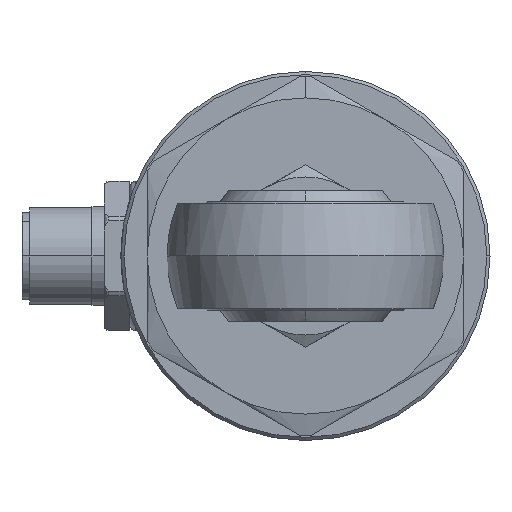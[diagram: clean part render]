
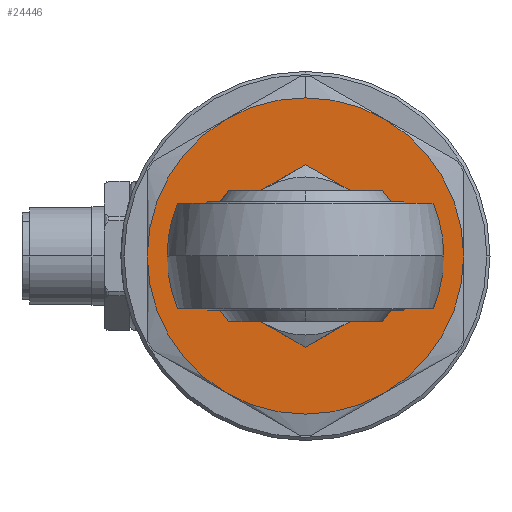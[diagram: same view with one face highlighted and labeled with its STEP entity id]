
A CAD part, left-side view. The second image highlights one B-rep face of the part: STEP entity #24446.
In plain terms, the highlighted planar face has unit normal (-1, 0, 0).
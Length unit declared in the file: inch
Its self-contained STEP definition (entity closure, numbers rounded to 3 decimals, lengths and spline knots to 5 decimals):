
#2174 = DIRECTION ( 'NONE',  ( 0., 0., 1. ) ) ;
#2264 = AXIS2_PLACEMENT_3D ( 'NONE', #4946, #19307, #19535 ) ;
#2481 = ORIENTED_EDGE ( 'NONE', *, *, #11622, .F. ) ;
#2857 = VERTEX_POINT ( 'NONE', #46065 ) ;
#3313 = DIRECTION ( 'NONE',  ( 1., 0., 0. ) ) ;
#4946 = CARTESIAN_POINT ( 'NONE',  ( -0.69, 0., 0. ) ) ;
#5130 = AXIS2_PLACEMENT_3D ( 'NONE', #28824, #29055, #35197 ) ;
#6466 = AXIS2_PLACEMENT_3D ( 'NONE', #25360, #6778, #10301 ) ;
#6778 = DIRECTION ( 'NONE',  ( 1., 0., 0. ) ) ;
#7694 = ORIENTED_EDGE ( 'NONE', *, *, #21283, .F. ) ;
#8130 = EDGE_CURVE ( 'NONE', #38635, #2857, #26193, .T. ) ;
#8696 = CARTESIAN_POINT ( 'NONE',  ( -0.69, 0., -0.25655 ) ) ;
#8874 = DIRECTION ( 'NONE',  ( 1., 0., 0. ) ) ;
#8944 = EDGE_CURVE ( 'NONE', #40434, #42291, #36730, .T. ) ;
#9001 = CARTESIAN_POINT ( 'NONE',  ( -0.69, 0., 0. ) ) ;
#9290 = CIRCLE ( 'NONE', #43119, 0.75 ) ;
#9388 = CARTESIAN_POINT ( 'NONE',  ( -0.69, -0.375, -0.64952 ) ) ;
#9830 = CARTESIAN_POINT ( 'NONE',  ( -0.69, 0., -0.75 ) ) ;
#10301 = DIRECTION ( 'NONE',  ( 0., 0., -1. ) ) ;
#10534 = DIRECTION ( 'NONE',  ( 1., 0., 0. ) ) ;
#10783 = CIRCLE ( 'NONE', #22814, 0.75 ) ;
#10845 = CARTESIAN_POINT ( 'NONE',  ( -0.69, 0.75, 0. ) ) ;
#11622 = EDGE_CURVE ( 'NONE', #25123, #40259, #17329, .T. ) ;
#12347 = DIRECTION ( 'NONE',  ( 0., 0., -1. ) ) ;
#13235 = DIRECTION ( 'NONE',  ( -1., 0., 0. ) ) ;
#13531 = VERTEX_POINT ( 'NONE', #43619 ) ;
#14463 = CARTESIAN_POINT ( 'NONE',  ( -0.69, 0., 0. ) ) ;
#14649 = AXIS2_PLACEMENT_3D ( 'NONE', #26758, #8874, #19709 ) ;
#14766 = EDGE_CURVE ( 'NONE', #40097, #38635, #27829, .T. ) ;
#15109 = CARTESIAN_POINT ( 'NONE',  ( -0.69, -0.75, 0. ) ) ;
#15657 = CARTESIAN_POINT ( 'NONE',  ( -0.69, 0., 0. ) ) ;
#16415 = EDGE_CURVE ( 'NONE', #2857, #25123, #34698, .T. ) ;
#17329 = CIRCLE ( 'NONE', #2264, 0.75 ) ;
#18501 = DIRECTION ( 'NONE',  ( 1., 0., 0. ) ) ;
#19307 = DIRECTION ( 'NONE',  ( 1., 0., 0. ) ) ;
#19535 = DIRECTION ( 'NONE',  ( 0., 0., -1. ) ) ;
#19709 = DIRECTION ( 'NONE',  ( 0., 0., -1. ) ) ;
#20449 = ORIENTED_EDGE ( 'NONE', *, *, #32232, .F. ) ;
#21283 = EDGE_CURVE ( 'NONE', #13531, #40097, #10783, .T. ) ;
#21304 = DIRECTION ( 'NONE',  ( -1., 0., 0. ) ) ;
#21391 = DIRECTION ( 'NONE',  ( 0., 0., -1. ) ) ;
#22457 = EDGE_CURVE ( 'NONE', #37898, #13531, #9290, .T. ) ;
#22814 = AXIS2_PLACEMENT_3D ( 'NONE', #46273, #44807, #12347 ) ;
#22999 = PLANE ( 'NONE',  #14649 ) ;
#23027 = ORIENTED_EDGE ( 'NONE', *, *, #16415, .F. ) ;
#24446 = ADVANCED_FACE ( 'NONE', ( #40869, #37108 ), #22999, .F. ) ;
#24603 = AXIS2_PLACEMENT_3D ( 'NONE', #14463, #21304, #39157 ) ;
#24829 = AXIS2_PLACEMENT_3D ( 'NONE', #39478, #10534, #21391 ) ;
#25010 = EDGE_LOOP ( 'NONE', ( #30672, #2481, #23027, #31683, #45559, #7694, #32708 ) ) ;
#25123 = VERTEX_POINT ( 'NONE', #15109 ) ;
#25360 = CARTESIAN_POINT ( 'NONE',  ( -0.69, 0., 0. ) ) ;
#26193 = CIRCLE ( 'NONE', #5130, 0.75 ) ;
#26682 = CARTESIAN_POINT ( 'NONE',  ( -0.69, 0.375, 0.64952 ) ) ;
#26758 = CARTESIAN_POINT ( 'NONE',  ( -0.69, 0., 0. ) ) ;
#27084 = EDGE_CURVE ( 'NONE', #40259, #37898, #41812, .T. ) ;
#27171 = AXIS2_PLACEMENT_3D ( 'NONE', #15657, #18501, #44115 ) ;
#27553 = DIRECTION ( 'NONE',  ( 0., 0., -1. ) ) ;
#27829 = CIRCLE ( 'NONE', #24829, 0.75 ) ;
#28824 = CARTESIAN_POINT ( 'NONE',  ( -0.69, 0., 0. ) ) ;
#29055 = DIRECTION ( 'NONE',  ( 1., 0., 0. ) ) ;
#30672 = ORIENTED_EDGE ( 'NONE', *, *, #27084, .F. ) ;
#31683 = ORIENTED_EDGE ( 'NONE', *, *, #8130, .F. ) ;
#32232 = EDGE_CURVE ( 'NONE', #42291, #40434, #44887, .T. ) ;
#32708 = ORIENTED_EDGE ( 'NONE', *, *, #22457, .F. ) ;
#33758 = AXIS2_PLACEMENT_3D ( 'NONE', #9001, #13235, #2174 ) ;
#34698 = CIRCLE ( 'NONE', #27171, 0.75 ) ;
#34856 = EDGE_LOOP ( 'NONE', ( #45835, #20449 ) ) ;
#35197 = DIRECTION ( 'NONE',  ( 0., 0., -1. ) ) ;
#36730 = CIRCLE ( 'NONE', #33758, 0.25655 ) ;
#37108 = FACE_BOUND ( 'NONE', #34856, .T. ) ;
#37898 = VERTEX_POINT ( 'NONE', #9830 ) ;
#38635 = VERTEX_POINT ( 'NONE', #26682 ) ;
#39157 = DIRECTION ( 'NONE',  ( 0., 0., 1. ) ) ;
#39478 = CARTESIAN_POINT ( 'NONE',  ( -0.69, 0., 0. ) ) ;
#40097 = VERTEX_POINT ( 'NONE', #10845 ) ;
#40259 = VERTEX_POINT ( 'NONE', #9388 ) ;
#40434 = VERTEX_POINT ( 'NONE', #45410 ) ;
#40869 = FACE_OUTER_BOUND ( 'NONE', #25010, .T. ) ;
#41812 = CIRCLE ( 'NONE', #6466, 0.75 ) ;
#42291 = VERTEX_POINT ( 'NONE', #8696 ) ;
#43119 = AXIS2_PLACEMENT_3D ( 'NONE', #45442, #3313, #27553 ) ;
#43619 = CARTESIAN_POINT ( 'NONE',  ( -0.69, 0.375, -0.64952 ) ) ;
#44115 = DIRECTION ( 'NONE',  ( 0., 0., -1. ) ) ;
#44807 = DIRECTION ( 'NONE',  ( 1., 0., 0. ) ) ;
#44887 = CIRCLE ( 'NONE', #24603, 0.25655 ) ;
#45410 = CARTESIAN_POINT ( 'NONE',  ( -0.69, 0., 0.25655 ) ) ;
#45442 = CARTESIAN_POINT ( 'NONE',  ( -0.69, 0., 0. ) ) ;
#45559 = ORIENTED_EDGE ( 'NONE', *, *, #14766, .F. ) ;
#45835 = ORIENTED_EDGE ( 'NONE', *, *, #8944, .F. ) ;
#46065 = CARTESIAN_POINT ( 'NONE',  ( -0.69, -0.375, 0.64952 ) ) ;
#46273 = CARTESIAN_POINT ( 'NONE',  ( -0.69, 0., 0. ) ) ;
